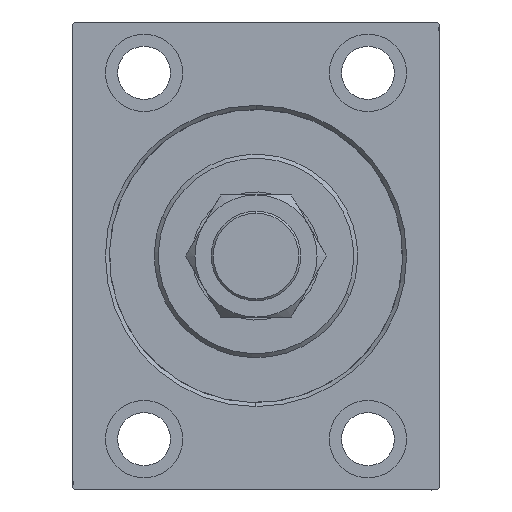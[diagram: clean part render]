
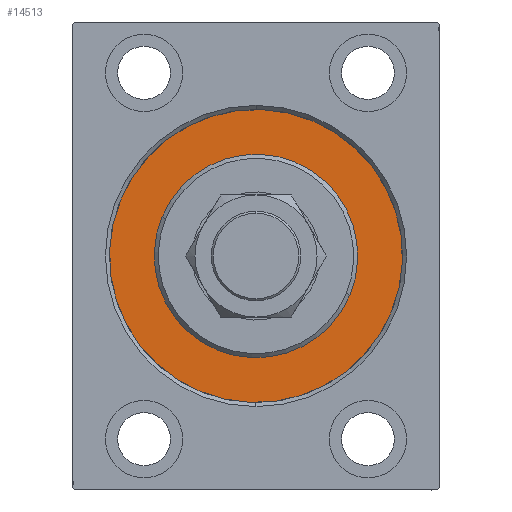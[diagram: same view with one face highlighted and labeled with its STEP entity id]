
A CAD part, left-side view. The second image highlights one B-rep face of the part: STEP entity #14513.
In plain terms, the highlighted face is planar.
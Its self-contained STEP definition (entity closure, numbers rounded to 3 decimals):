
#2461 = DIRECTION ( 'NONE',  ( 0., 0., 1. ) ) ;
#4850 = ORIENTED_EDGE ( 'NONE', *, *, #37426, .F. ) ;
#4894 = VERTEX_POINT ( 'NONE', #11514 ) ;
#5750 = FACE_OUTER_BOUND ( 'NONE', #13018, .T. ) ;
#6201 = EDGE_LOOP ( 'NONE', ( #21540, #4850 ) ) ;
#9386 = DIRECTION ( 'NONE',  ( 0., 0., -1. ) ) ;
#11194 = AXIS2_PLACEMENT_3D ( 'NONE', #45834, #16728, #20711 ) ;
#11458 = CIRCLE ( 'NONE', #43685, 25. ) ;
#11514 = CARTESIAN_POINT ( 'NONE',  ( 0., 0., 36. ) ) ;
#13018 = EDGE_LOOP ( 'NONE', ( #35162, #24018 ) ) ;
#14513 = ADVANCED_FACE ( 'NONE', ( #38108, #5750 ), #20284, .F. ) ;
#15161 = CARTESIAN_POINT ( 'NONE',  ( 0., 0., 25. ) ) ;
#16412 = EDGE_CURVE ( 'NONE', #34697, #39375, #11458, .T. ) ;
#16728 = DIRECTION ( 'NONE',  ( 1., 0., 0. ) ) ;
#18675 = CIRCLE ( 'NONE', #32170, 36. ) ;
#19676 = AXIS2_PLACEMENT_3D ( 'NONE', #23356, #37664, #2461 ) ;
#19956 = CARTESIAN_POINT ( 'NONE',  ( 0., 0., 0. ) ) ;
#20284 = PLANE ( 'NONE',  #19676 ) ;
#20542 = DIRECTION ( 'NONE',  ( 0., 0., 1. ) ) ;
#20711 = DIRECTION ( 'NONE',  ( 0., 0., -1. ) ) ;
#20769 = CARTESIAN_POINT ( 'NONE',  ( 0., 0., 0. ) ) ;
#20886 = AXIS2_PLACEMENT_3D ( 'NONE', #21664, #35263, #35957 ) ;
#21540 = ORIENTED_EDGE ( 'NONE', *, *, #16412, .F. ) ;
#21664 = CARTESIAN_POINT ( 'NONE',  ( 0., 0., 0. ) ) ;
#23356 = CARTESIAN_POINT ( 'NONE',  ( 0., 0., 0. ) ) ;
#24018 = ORIENTED_EDGE ( 'NONE', *, *, #32137, .F. ) ;
#27677 = CIRCLE ( 'NONE', #11194, 25. ) ;
#28850 = CARTESIAN_POINT ( 'NONE',  ( 0., 0., -36. ) ) ;
#30735 = DIRECTION ( 'NONE',  ( 1., 0., 0. ) ) ;
#31310 = EDGE_CURVE ( 'NONE', #43860, #4894, #41125, .T. ) ;
#32137 = EDGE_CURVE ( 'NONE', #4894, #43860, #18675, .T. ) ;
#32170 = AXIS2_PLACEMENT_3D ( 'NONE', #20769, #35537, #20542 ) ;
#34697 = VERTEX_POINT ( 'NONE', #15161 ) ;
#35162 = ORIENTED_EDGE ( 'NONE', *, *, #31310, .F. ) ;
#35263 = DIRECTION ( 'NONE',  ( -1., 0., 0. ) ) ;
#35537 = DIRECTION ( 'NONE',  ( -1., 0., 0. ) ) ;
#35957 = DIRECTION ( 'NONE',  ( 0., 0., 1. ) ) ;
#37426 = EDGE_CURVE ( 'NONE', #39375, #34697, #27677, .T. ) ;
#37664 = DIRECTION ( 'NONE',  ( -1., 0., 0. ) ) ;
#38108 = FACE_BOUND ( 'NONE', #6201, .T. ) ;
#39375 = VERTEX_POINT ( 'NONE', #43074 ) ;
#41125 = CIRCLE ( 'NONE', #20886, 36. ) ;
#43074 = CARTESIAN_POINT ( 'NONE',  ( 0., 0., -25. ) ) ;
#43685 = AXIS2_PLACEMENT_3D ( 'NONE', #19956, #30735, #9386 ) ;
#43860 = VERTEX_POINT ( 'NONE', #28850 ) ;
#45834 = CARTESIAN_POINT ( 'NONE',  ( 0., 0., 0. ) ) ;
